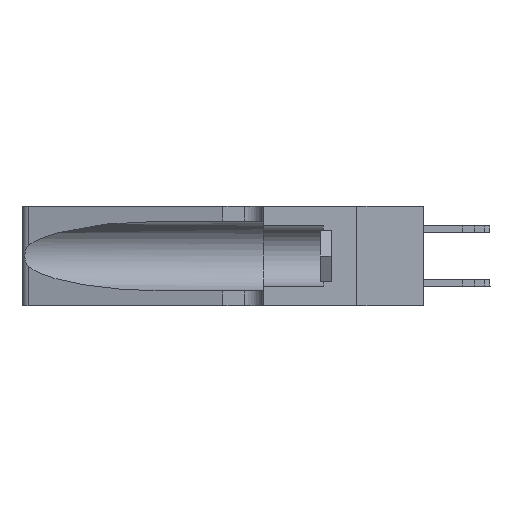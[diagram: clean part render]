
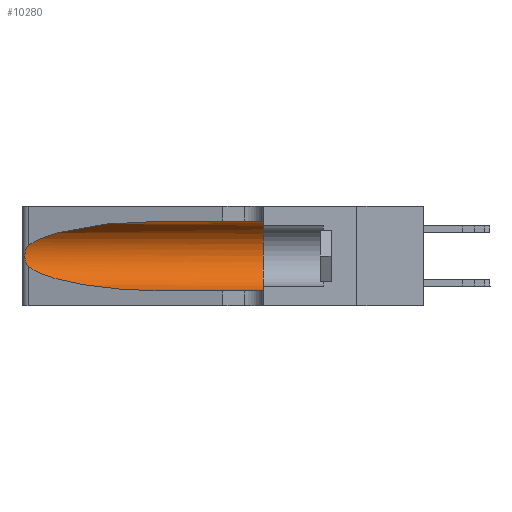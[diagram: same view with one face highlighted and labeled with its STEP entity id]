
A CAD part, left-side view. The second image highlights one B-rep face of the part: STEP entity #10280.
In plain terms, the highlighted cylindrical face has radius 3.308 mm (diameter 6.617 mm), a partial arc.
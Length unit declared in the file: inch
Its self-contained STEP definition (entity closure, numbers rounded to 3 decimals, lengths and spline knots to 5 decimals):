
#511 = CARTESIAN_POINT ( 'NONE',  ( 0.26075, 1.23896, 0.178 ) ) ;
#613 = CARTESIAN_POINT ( 'NONE',  ( 0.26075, 1.23896, 0.19203 ) ) ;
#645 = VERTEX_POINT ( 'NONE', #13925 ) ;
#1130 = VERTEX_POINT ( 'NONE', #3037 ) ;
#1147 = CARTESIAN_POINT ( 'NONE',  ( 0.1305, 0.35, 0.05475 ) ) ;
#1722 = EDGE_CURVE ( 'NONE', #645, #20250, #23598, .T. ) ;
#1746 = CARTESIAN_POINT ( 'NONE',  ( 0.1305, 1.61858, 0.31525 ) ) ;
#2675 = CARTESIAN_POINT ( 'NONE',  ( 0.18966, 0.96281, 0.31525 ) ) ;
#2764 = ORIENTED_EDGE ( 'NONE', *, *, #9217, .F. ) ;
#2967 = CARTESIAN_POINT ( 'NONE',  ( 0.25639, 1.23186, 0.15144 ) ) ;
#3037 = CARTESIAN_POINT ( 'NONE',  ( 0.1305, 0.35, 0.31525 ) ) ;
#3327 = VERTEX_POINT ( 'NONE', #23306 ) ;
#3933 = CARTESIAN_POINT ( 'NONE',  ( 0.1305, 0.72297, 0.31525 ) ) ;
#4972 = ORIENTED_EDGE ( 'NONE', *, *, #8976, .T. ) ;
#5093 = CARTESIAN_POINT ( 'NONE',  ( 0.25487, 1.22718, 0.14631 ) ) ;
#5205 = CARTESIAN_POINT ( 'NONE',  ( 0.25555, 1.22994, 0.2215 ) ) ;
#5799 = CARTESIAN_POINT ( 'NONE',  ( 0.25487, 1.22718, 0.14631 ) ) ;
#5836 = CARTESIAN_POINT ( 'NONE',  ( 0.1305, 0.35, 0.185 ) ) ;
#6122 = DIRECTION ( 'NONE',  ( 0., -1., 0. ) ) ;
#6255 = VERTEX_POINT ( 'NONE', #3933 ) ;
#6674 = ORIENTED_EDGE ( 'NONE', *, *, #29109, .T. ) ;
#7607 = FACE_OUTER_BOUND ( 'NONE', #25693, .T. ) ;
#7743 = ORIENTED_EDGE ( 'NONE', *, *, #20996, .T. ) ;
#7808 = CARTESIAN_POINT ( 'NONE',  ( 0.18966, 0.96281, 0.05475 ) ) ;
#7927 = CARTESIAN_POINT ( 'NONE',  ( 0.25639, 1.23184, 0.21858 ) ) ;
#8147 = VERTEX_POINT ( 'NONE', #1147 ) ;
#8976 = EDGE_CURVE ( 'NONE', #3327, #8147, #24895, .T. ) ;
#9217 = EDGE_CURVE ( 'NONE', #1130, #8147, #29433, .T. ) ;
#9548 =( BOUNDED_CURVE ( )  B_SPLINE_CURVE ( 3, ( #10027, #12295, #7808, #24610 ),
 .UNSPECIFIED., .F., .T. ) 
 B_SPLINE_CURVE_WITH_KNOTS ( ( 4, 4 ),
 ( 3.44316, 4.71239 ),
 .UNSPECIFIED. ) 
 CURVE ( )  GEOMETRIC_REPRESENTATION_ITEM ( )  RATIONAL_B_SPLINE_CURVE ( ( 1., 0.87, 0.87, 1. ) ) 
 REPRESENTATION_ITEM ( '' )  );
#10027 = CARTESIAN_POINT ( 'NONE',  ( 0.25487, 1.22718, 0.14631 ) ) ;
#10280 = ADVANCED_FACE ( 'NONE', ( #7607 ), #13230, .F. ) ;
#12295 = CARTESIAN_POINT ( 'NONE',  ( 0.2373, 1.15595, 0.08982 ) ) ;
#13230 = CYLINDRICAL_SURFACE ( 'NONE', #18785, 0.13025 ) ;
#13244 = CARTESIAN_POINT ( 'NONE',  ( 0.1305, 1.61858, 0.05475 ) ) ;
#13925 = CARTESIAN_POINT ( 'NONE',  ( 0.25487, 1.22718, 0.22369 ) ) ;
#14840 = CARTESIAN_POINT ( 'NONE',  ( 0.25555, 1.22993, 0.14849 ) ) ;
#14948 = CARTESIAN_POINT ( 'NONE',  ( 0.26018, 1.23835, 0.19895 ) ) ;
#15161 = CARTESIAN_POINT ( 'NONE',  ( 0.25787, 1.23484, 0.2124 ) ) ;
#17339 = CARTESIAN_POINT ( 'NONE',  ( 0.25856, 1.23593, 0.16098 ) ) ;
#17700 = VECTOR ( 'NONE', #6122, 39.37008 ) ;
#18553 = DIRECTION ( 'NONE',  ( 0., -1., 0. ) ) ;
#18785 = AXIS2_PLACEMENT_3D ( 'NONE', #19689, #24681, #22359 ) ;
#19330 = CARTESIAN_POINT ( 'NONE',  ( 0.1305, 0.72297, 0.31525 ) ) ;
#19689 = CARTESIAN_POINT ( 'NONE',  ( 0.1305, 1.61858, 0.185 ) ) ;
#19840 = CARTESIAN_POINT ( 'NONE',  ( 0.26017, 1.23833, 0.17102 ) ) ;
#20250 = VERTEX_POINT ( 'NONE', #5799 ) ;
#20996 = EDGE_CURVE ( 'NONE', #20250, #3327, #9548, .T. ) ;
#21238 =( BOUNDED_CURVE ( )  B_SPLINE_CURVE ( 3, ( #19330, #2675, #22208, #24444 ),
 .UNSPECIFIED., .F., .F. ) 
 B_SPLINE_CURVE_WITH_KNOTS ( ( 4, 4 ),
 ( 1.5708, 2.84003 ),
 .UNSPECIFIED. ) 
 CURVE ( )  GEOMETRIC_REPRESENTATION_ITEM ( )  RATIONAL_B_SPLINE_CURVE ( ( 1., 0.87, 0.87, 1. ) ) 
 REPRESENTATION_ITEM ( '' )  );
#22208 = CARTESIAN_POINT ( 'NONE',  ( 0.2373, 1.15595, 0.28018 ) ) ;
#22359 = DIRECTION ( 'NONE',  ( 0., 0., -1. ) ) ;
#22623 = DIRECTION ( 'NONE',  ( 0., 1., 0. ) ) ;
#23050 = ORIENTED_EDGE ( 'NONE', *, *, #24413, .F. ) ;
#23306 = CARTESIAN_POINT ( 'NONE',  ( 0.1305, 0.72297, 0.05475 ) ) ;
#23479 = ORIENTED_EDGE ( 'NONE', *, *, #1722, .T. ) ;
#23598 = B_SPLINE_CURVE_WITH_KNOTS ( 'NONE', 3,
 ( #24421, #5205, #7927, #15161, #29408, #14948, #613, #511, #19840, #17339, #29304, #2967, #14840, #5093 ),
 .UNSPECIFIED., .F., .F.,
 ( 4, 2, 2, 2, 2, 2, 4 ),
 ( 0., 0.00027, 0.00053, 0.00107, 0.0016, 0.00187, 0.00214 ),
 .UNSPECIFIED. ) ;
#24125 = LINE ( 'NONE', #1746, #25655 ) ;
#24413 = EDGE_CURVE ( 'NONE', #6255, #1130, #24125, .T. ) ;
#24421 = CARTESIAN_POINT ( 'NONE',  ( 0.25487, 1.22718, 0.22369 ) ) ;
#24444 = CARTESIAN_POINT ( 'NONE',  ( 0.25487, 1.22718, 0.22369 ) ) ;
#24610 = CARTESIAN_POINT ( 'NONE',  ( 0.1305, 0.72297, 0.05475 ) ) ;
#24681 = DIRECTION ( 'NONE',  ( 0., -1., 0. ) ) ;
#24895 = LINE ( 'NONE', #13244, #17700 ) ;
#25655 = VECTOR ( 'NONE', #18553, 39.37008 ) ;
#25693 = EDGE_LOOP ( 'NONE', ( #6674, #23479, #7743, #4972, #2764, #23050 ) ) ;
#28112 = AXIS2_PLACEMENT_3D ( 'NONE', #5836, #22623, #30571 ) ;
#29109 = EDGE_CURVE ( 'NONE', #6255, #645, #21238, .T. ) ;
#29304 = CARTESIAN_POINT ( 'NONE',  ( 0.25789, 1.23486, 0.15765 ) ) ;
#29408 = CARTESIAN_POINT ( 'NONE',  ( 0.25854, 1.2359, 0.20912 ) ) ;
#29433 = CIRCLE ( 'NONE', #28112, 0.13025 ) ;
#30571 = DIRECTION ( 'NONE',  ( 0., 0., 1. ) ) ;
